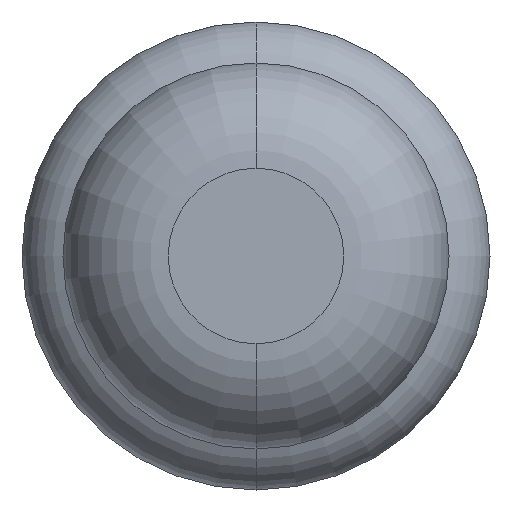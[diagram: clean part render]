
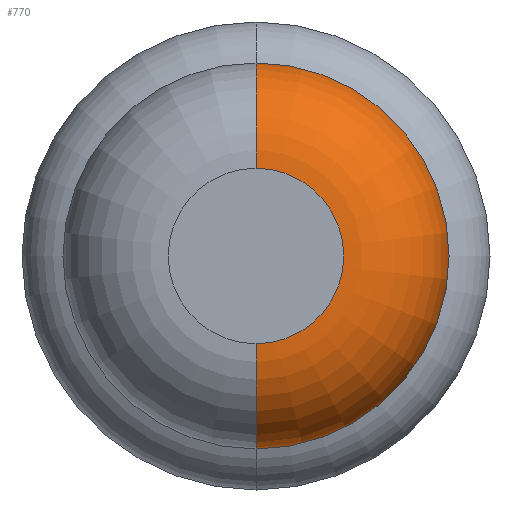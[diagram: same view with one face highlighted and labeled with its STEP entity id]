
A CAD part, front view. The second image highlights one B-rep face of the part: STEP entity #770.
In plain terms, the highlighted toroidal (fillet/blend) face has major radius 0.375 mm and minor radius 0.45 mm.
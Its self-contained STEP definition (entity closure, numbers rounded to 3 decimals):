
#61 = VERTEX_POINT ( 'NONE', #3153 ) ;
#176 = EDGE_CURVE ( 'Defeature ausgef�hrt1_7+Defeature ausgef�hrt1_6+Defeature ausgef�hrt1_6+Defeature ausgef�hrt1_6', #375, #61, #1030, .T. ) ;
#282 = EDGE_CURVE ( 'Defeature ausgef�hrt1_6+Defeature ausgef�hrt1_5+Defeature ausgef�hrt1_5+Defeature ausgef�hrt1_5', #2708, #2032, #3801, .T. ) ;
#351 = AXIS2_PLACEMENT_3D ( 'NONE', #2630, #1305, #3911 ) ;
#375 = VERTEX_POINT ( 'NONE', #1783 ) ;
#390 = AXIS2_PLACEMENT_3D ( 'NONE', #4136, #2819, #1552 ) ;
#523 = CARTESIAN_POINT ( 'NONE',  ( 0., -24., 0.375 ) ) ;
#770 = ADVANCED_FACE ( 'Defeature ausgef�hrt1_6', ( #2691 ), #3039, .T. ) ;
#812 = DIRECTION ( 'NONE',  ( 0., 0., 1. ) ) ;
#826 = DIRECTION ( 'NONE',  ( 1., 0., 0. ) ) ;
#970 = CIRCLE ( 'NONE', #1352, 0.45 ) ;
#1010 = EDGE_CURVE ( 'NONE', #2032, #61, #970, .T. ) ;
#1030 = CIRCLE ( 'NONE', #351, 0.825 ) ;
#1305 = DIRECTION ( 'NONE',  ( 0., 1., 0. ) ) ;
#1352 = AXIS2_PLACEMENT_3D ( 'NONE', #3040, #826, #2409 ) ;
#1552 = DIRECTION ( 'NONE',  ( 0., 0., 1. ) ) ;
#1776 = DIRECTION ( 'NONE',  ( 0., 0., 1. ) ) ;
#1783 = CARTESIAN_POINT ( 'NONE',  ( 0., -23.55, 0.825 ) ) ;
#1821 = AXIS2_PLACEMENT_3D ( 'NONE', #2153, #4067, #812 ) ;
#2032 = VERTEX_POINT ( 'NONE', #3094 ) ;
#2153 = CARTESIAN_POINT ( 'NONE',  ( 0., -24., 0. ) ) ;
#2339 = ORIENTED_EDGE ( 'NONE', *, *, #282, .T. ) ;
#2409 = DIRECTION ( 'NONE',  ( 0., 0., -1. ) ) ;
#2630 = CARTESIAN_POINT ( 'NONE',  ( 0., -23.55, 0. ) ) ;
#2691 = FACE_OUTER_BOUND ( 'NONE', #2697, .T. ) ;
#2697 = EDGE_LOOP ( 'NONE', ( #2339, #2849, #4187, #4026 ) ) ;
#2708 = VERTEX_POINT ( 'NONE', #523 ) ;
#2819 = DIRECTION ( 'NONE',  ( -1., 0., 0. ) ) ;
#2849 = ORIENTED_EDGE ( 'NONE', *, *, #1010, .T. ) ;
#2977 = EDGE_CURVE ( 'NONE', #2708, #375, #3478, .T. ) ;
#3039 = TOROIDAL_SURFACE ( 'NONE', #3582, 0.375, 0.45 ) ;
#3040 = CARTESIAN_POINT ( 'NONE',  ( 0., -23.55, -0.375 ) ) ;
#3094 = CARTESIAN_POINT ( 'NONE',  ( 0., -24., -0.375 ) ) ;
#3153 = CARTESIAN_POINT ( 'NONE',  ( 0., -23.55, -0.825 ) ) ;
#3397 = DIRECTION ( 'NONE',  ( 0., 1., 0. ) ) ;
#3478 = CIRCLE ( 'NONE', #390, 0.45 ) ;
#3582 = AXIS2_PLACEMENT_3D ( 'NONE', #4040, #3397, #1776 ) ;
#3801 = CIRCLE ( 'NONE', #1821, 0.375 ) ;
#3911 = DIRECTION ( 'NONE',  ( 0., 0., 1. ) ) ;
#4026 = ORIENTED_EDGE ( 'NONE', *, *, #2977, .F. ) ;
#4040 = CARTESIAN_POINT ( 'NONE',  ( 0., -23.55, 0. ) ) ;
#4067 = DIRECTION ( 'NONE',  ( 0., 1., 0. ) ) ;
#4136 = CARTESIAN_POINT ( 'NONE',  ( 0., -23.55, 0.375 ) ) ;
#4187 = ORIENTED_EDGE ( 'NONE', *, *, #176, .F. ) ;
